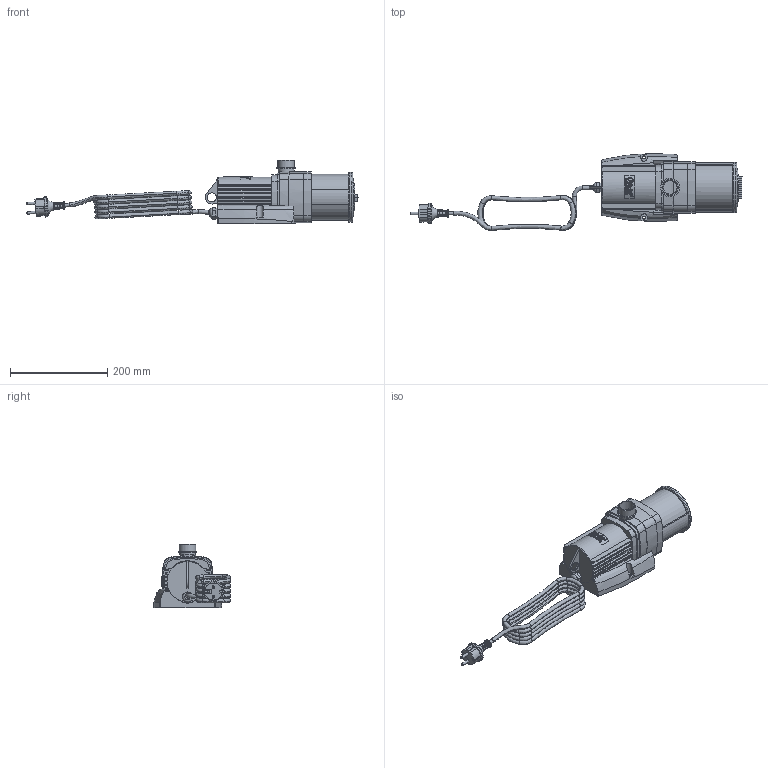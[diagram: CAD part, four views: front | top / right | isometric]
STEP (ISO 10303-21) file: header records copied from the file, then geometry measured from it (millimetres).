
FILE_DESCRIPTION(/* description */ (''),/* implementation_level */ '2;1');
FILE_NAME(/* name */ '56637_Aquarius 6000.stp',/* time_stamp */ '2016-07-18T10:26:29+02:00',/* author */ ('guzb562'),/* organization */ (''),/* preprocessor_version */ 'ST-DEVELOPER v16.1',/* originating_system */ 'Autodesk Inventor 2016',/* authorisation */ '');
FILE_SCHEMA (('AUTOMOTIVE_DESIGN { 1 0 10303 214 3 1 1 }'));
Products named in the file (6): 546637 Fuss Pumpe; 56637Filter Aquarius; 56637 Pumpe Aquarius; kabel_1; stecker_schuko; 56637_Aquarius 6000
Assembly tree (5 placements, depth 2):
  56637_Aquarius 6000
    546637 Fuss Pumpe
    56637Filter Aquarius
    56637 Pumpe Aquarius
    kabel_1
    stecker_schuko
Bounding box: 683.38 x 158.26 x 130 mm (x, y, z)
Volume: 2104118.7 mm3; surface area: 342708.4 mm2
Topology: 5 solids, 5 shells, 771 faces, 2054 edges, 1347 vertices
Faces by surface type: plane 412, bspline 172, cylinder 169, torus 10, cone 8
Full cylindrical faces by diameter (mm): 5 x3, 6.948 x1, 7 x1, 9.533 x4, 17 x1, 18.842 x1, 29.607 x1, 33.05 x1, 33.132 x1, 33.7 x1, 38.813 x1, 41.5 x1, 43.636 x1, 48.3 x1, 51.249 x1, 52.432 x1, 55.438 x1, 78.004 x1, 87.902 x1, 93.356 x2, 95.254 x2, 103.366 x1
Entity records: 43315 total; most frequent: CARTESIAN_POINT 24540, ORIENTED_EDGE 3968, DIRECTION 3490, EDGE_CURVE 1984, VERTEX_POINT 1325, AXIS2_PLACEMENT_3D 1239, LINE 1012, VECTOR 1012
